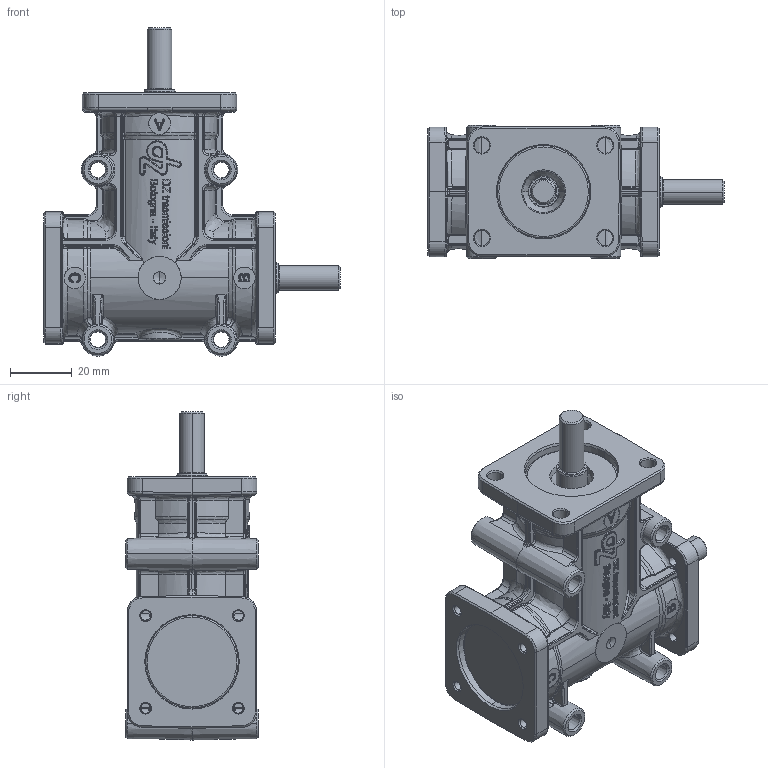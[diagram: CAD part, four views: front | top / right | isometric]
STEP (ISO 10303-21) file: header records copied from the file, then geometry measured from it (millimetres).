
FILE_DESCRIPTION(('STEP AP214'),'1');
FILE_NAME('.stp','2017-07-07T23:20:30',('TraceParts'),('TraceParts S.A.'),'Spatial InterOp 3D',' ',' ');
FILE_SCHEMA(('automotive_design'));
Length unit declared in the file: millimetre
Products named in the file (1): zp_12s–4pab_–
Bounding box: 96 x 43 x 106.33 mm (x, y, z)
Volume: 149819 mm3; surface area: 32650 mm2
Topology: 1 solids, 1 shells, 2116 faces, 5424 edges, 3276 vertices
Faces by surface type: bspline 817, cylinder 758, plane 363, cone 134, torus 34, sphere 10
Entity records: 146141 total; most frequent: CARTESIAN_POINT 82433, ORIENTED_EDGE 10642, DIRECTION 8607, EDGE_CURVE 5321, AXIS2_PLACEMENT_3D 3438, VERTEX_POINT 3268, EDGE_LOOP 2193, STYLED_ITEM 2109
